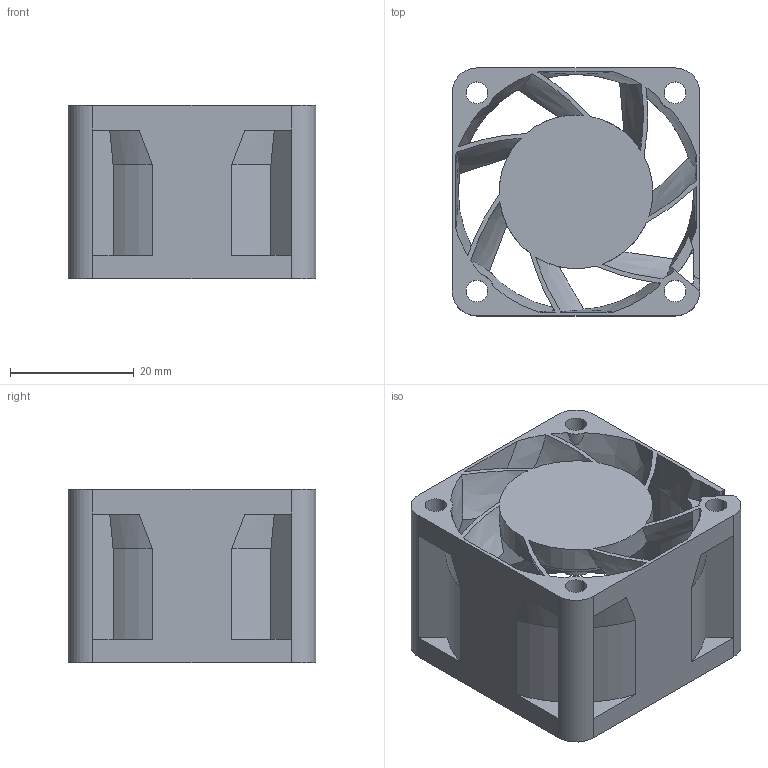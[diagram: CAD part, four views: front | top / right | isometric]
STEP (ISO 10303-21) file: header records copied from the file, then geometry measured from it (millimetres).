
FILE_DESCRIPTION (( 'STEP AP203' ), '1' );
FILE_NAME ('OD4028-XE_m0_frame.stp', '2023-08-28T14:53:51', ( '' ), ( '' ), 'SwSTEP 2.0', 'SolidWorks 2018', '' );
FILE_SCHEMA (( 'CONFIG_CONTROL_DESIGN' ));
Length unit declared in the file: millimetre
Products named in the file (1): OD4028-XE_m0_frame
Bounding box: 40 x 40 x 28 mm (x, y, z)
Volume: 11094.8 mm3; surface area: 12444.5 mm2
Topology: 1 solids, 1 shells, 167 faces, 469 edges, 297 vertices
Faces by surface type: plane 61, cylinder 60, cone 24, bspline 22
Entity records: 6944 total; most frequent: CARTESIAN_POINT 2731, ORIENTED_EDGE 938, DIRECTION 792, EDGE_CURVE 469, AXIS2_PLACEMENT_3D 314, VERTEX_POINT 297, EDGE_LOOP 182, CIRCLE 168
